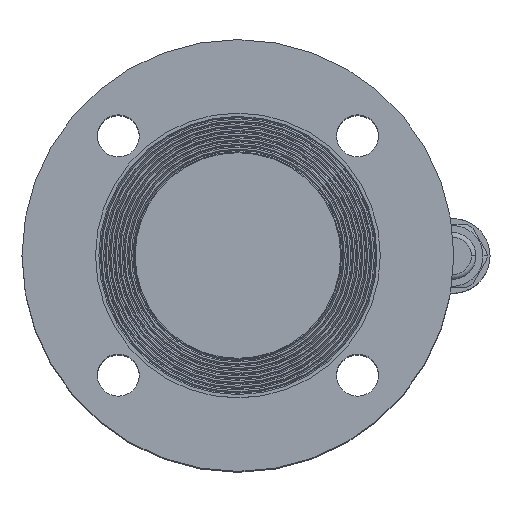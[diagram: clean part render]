
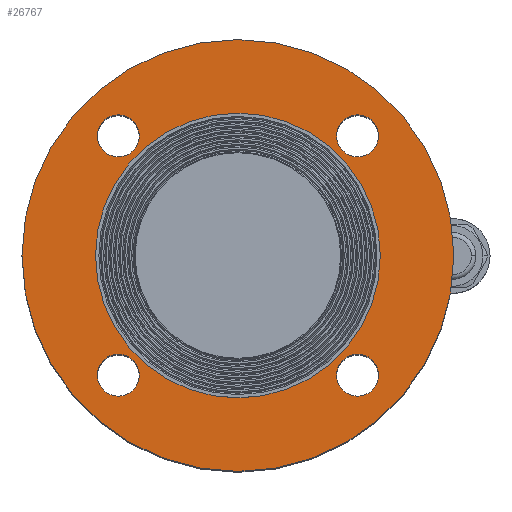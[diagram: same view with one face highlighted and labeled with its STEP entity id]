
A CAD part, top view. The second image highlights one B-rep face of the part: STEP entity #26767.
In plain terms, the highlighted planar face has unit normal (0, 0, 1).
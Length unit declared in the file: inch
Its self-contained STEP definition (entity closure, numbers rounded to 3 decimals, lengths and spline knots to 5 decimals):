
#185 = EDGE_LOOP ( 'NONE', ( #63122, #72321 ) ) ;
#1198 = CARTESIAN_POINT ( 'NONE',  ( 2.01832, 2.01832, 9.37008 ) ) ;
#1733 = CIRCLE ( 'NONE', #44461, 2.40157 ) ;
#1861 = PLANE ( 'NONE',  #75199 ) ;
#2435 = ORIENTED_EDGE ( 'NONE', *, *, #37052, .T. ) ;
#2817 = CARTESIAN_POINT ( 'NONE',  ( 3.64173, 0., 9.37008 ) ) ;
#2974 = CARTESIAN_POINT ( 'NONE',  ( 0., 0., 9.37008 ) ) ;
#3201 = CARTESIAN_POINT ( 'NONE',  ( 2.40157, 0., 9.37008 ) ) ;
#5009 = ORIENTED_EDGE ( 'NONE', *, *, #75509, .F. ) ;
#8127 = DIRECTION ( 'NONE',  ( 0., 0., -1. ) ) ;
#9552 = FACE_BOUND ( 'NONE', #18606, .T. ) ;
#9967 = AXIS2_PLACEMENT_3D ( 'NONE', #54616, #8127, #84688 ) ;
#10380 = DIRECTION ( 'NONE',  ( 1., 0., 0. ) ) ;
#10475 = CARTESIAN_POINT ( 'NONE',  ( 2.01832, -2.01832, 9.37008 ) ) ;
#10562 = CARTESIAN_POINT ( 'NONE',  ( -2.37265, -2.01832, 9.37008 ) ) ;
#11386 = VERTEX_POINT ( 'NONE', #82542 ) ;
#12462 = ORIENTED_EDGE ( 'NONE', *, *, #94070, .T. ) ;
#14393 = FACE_OUTER_BOUND ( 'NONE', #44190, .T. ) ;
#14585 = CIRCLE ( 'NONE', #19410, 0.35433 ) ;
#14603 = CIRCLE ( 'NONE', #44483, 0.35433 ) ;
#14660 = CARTESIAN_POINT ( 'NONE',  ( 2.01832, 2.01832, 9.37008 ) ) ;
#15356 = DIRECTION ( 'NONE',  ( 1., 0., 0. ) ) ;
#15424 = ORIENTED_EDGE ( 'NONE', *, *, #21035, .T. ) ;
#15567 = FACE_BOUND ( 'NONE', #37230, .T. ) ;
#16106 = CIRCLE ( 'NONE', #49235, 3.64173 ) ;
#17242 = DIRECTION ( 'NONE',  ( 0., 0., 1. ) ) ;
#18606 = EDGE_LOOP ( 'NONE', ( #85275, #22253 ) ) ;
#19156 = DIRECTION ( 'NONE',  ( 0., 0., 1. ) ) ;
#19410 = AXIS2_PLACEMENT_3D ( 'NONE', #67777, #83005, #38054 ) ;
#19793 = CARTESIAN_POINT ( 'NONE',  ( -1.66399, 2.01832, 9.37008 ) ) ;
#20168 = EDGE_CURVE ( 'NONE', #77816, #50593, #56068, .T. ) ;
#20701 = CARTESIAN_POINT ( 'NONE',  ( 0., 0., 9.37008 ) ) ;
#21035 = EDGE_CURVE ( 'NONE', #61666, #11386, #45144, .T. ) ;
#22006 = VERTEX_POINT ( 'NONE', #19793 ) ;
#22253 = ORIENTED_EDGE ( 'NONE', *, *, #97970, .F. ) ;
#23423 = DIRECTION ( 'NONE',  ( 0., 0., -1. ) ) ;
#23572 = CARTESIAN_POINT ( 'NONE',  ( 2.37265, -2.01832, 9.37008 ) ) ;
#26767 = ADVANCED_FACE ( 'NONE', ( #9552, #40881, #15567, #14393, #94107, #77082 ), #1861, .F. ) ;
#28439 = DIRECTION ( 'NONE',  ( 1., 0., 0. ) ) ;
#28532 = DIRECTION ( 'NONE',  ( 1., 0., 0. ) ) ;
#30222 = ORIENTED_EDGE ( 'NONE', *, *, #52745, .T. ) ;
#30836 = EDGE_CURVE ( 'NONE', #62434, #31629, #14603, .T. ) ;
#31065 = DIRECTION ( 'NONE',  ( 0., 0., -1. ) ) ;
#31629 = VERTEX_POINT ( 'NONE', #38498 ) ;
#33356 = VERTEX_POINT ( 'NONE', #2817 ) ;
#34635 = CARTESIAN_POINT ( 'NONE',  ( -2.01832, 2.01832, 9.37008 ) ) ;
#36184 = DIRECTION ( 'NONE',  ( 1., 0., 0. ) ) ;
#36525 = DIRECTION ( 'NONE',  ( 0., 0., -1. ) ) ;
#36909 = CIRCLE ( 'NONE', #9967, 3.64173 ) ;
#37052 = EDGE_CURVE ( 'NONE', #11386, #61666, #91070, .T. ) ;
#37230 = EDGE_LOOP ( 'NONE', ( #30222, #12462 ) ) ;
#38054 = DIRECTION ( 'NONE',  ( 1., 0., 0. ) ) ;
#38498 = CARTESIAN_POINT ( 'NONE',  ( 1.66399, 2.01832, 9.37008 ) ) ;
#38923 = EDGE_CURVE ( 'NONE', #31629, #62434, #56631, .T. ) ;
#40881 = FACE_BOUND ( 'NONE', #185, .T. ) ;
#42076 = AXIS2_PLACEMENT_3D ( 'NONE', #34635, #19156, #96773 ) ;
#42725 = ORIENTED_EDGE ( 'NONE', *, *, #77130, .F. ) ;
#44190 = EDGE_LOOP ( 'NONE', ( #70798, #42725 ) ) ;
#44461 = AXIS2_PLACEMENT_3D ( 'NONE', #2974, #72094, #10380 ) ;
#44483 = AXIS2_PLACEMENT_3D ( 'NONE', #1198, #47009, #15356 ) ;
#45050 = CARTESIAN_POINT ( 'NONE',  ( -2.01832, -2.01832, 9.37008 ) ) ;
#45144 = CIRCLE ( 'NONE', #54229, 0.35433 ) ;
#47004 = CARTESIAN_POINT ( 'NONE',  ( 2.01832, -2.01832, 9.37008 ) ) ;
#47009 = DIRECTION ( 'NONE',  ( 0., 0., -1. ) ) ;
#47655 = AXIS2_PLACEMENT_3D ( 'NONE', #89579, #36525, #36184 ) ;
#48447 = CARTESIAN_POINT ( 'NONE',  ( -2.40157, 0., 9.37008 ) ) ;
#49235 = AXIS2_PLACEMENT_3D ( 'NONE', #20701, #82081, #28439 ) ;
#49324 = VERTEX_POINT ( 'NONE', #52180 ) ;
#49552 = VERTEX_POINT ( 'NONE', #48447 ) ;
#50593 = VERTEX_POINT ( 'NONE', #23572 ) ;
#50901 = CARTESIAN_POINT ( 'NONE',  ( 1.66399, -2.01832, 9.37008 ) ) ;
#52180 = CARTESIAN_POINT ( 'NONE',  ( -3.64173, 0., 9.37008 ) ) ;
#52745 = EDGE_CURVE ( 'NONE', #49552, #85143, #89584, .T. ) ;
#54229 = AXIS2_PLACEMENT_3D ( 'NONE', #84722, #31065, #85058 ) ;
#54616 = CARTESIAN_POINT ( 'NONE',  ( 0., 0., 9.37008 ) ) ;
#54745 = DIRECTION ( 'NONE',  ( 0., 0., 1. ) ) ;
#55511 = EDGE_CURVE ( 'NONE', #22006, #98935, #14585, .T. ) ;
#56068 = CIRCLE ( 'NONE', #65745, 0.35433 ) ;
#56631 = CIRCLE ( 'NONE', #75358, 0.35433 ) ;
#61279 = CARTESIAN_POINT ( 'NONE',  ( 2.37265, 2.01832, 9.37008 ) ) ;
#61666 = VERTEX_POINT ( 'NONE', #10562 ) ;
#61714 = EDGE_LOOP ( 'NONE', ( #5009, #79981 ) ) ;
#62434 = VERTEX_POINT ( 'NONE', #61279 ) ;
#62852 = DIRECTION ( 'NONE',  ( 1., 0., 0. ) ) ;
#63122 = ORIENTED_EDGE ( 'NONE', *, *, #30836, .T. ) ;
#63533 = CARTESIAN_POINT ( 'NONE',  ( 0., 0., 9.37008 ) ) ;
#65745 = AXIS2_PLACEMENT_3D ( 'NONE', #10475, #17242, #72187 ) ;
#67777 = CARTESIAN_POINT ( 'NONE',  ( -2.01832, 2.01832, 9.37008 ) ) ;
#70798 = ORIENTED_EDGE ( 'NONE', *, *, #89655, .F. ) ;
#71297 = DIRECTION ( 'NONE',  ( 0., 0., -1. ) ) ;
#72094 = DIRECTION ( 'NONE',  ( 0., 0., -1. ) ) ;
#72187 = DIRECTION ( 'NONE',  ( 1., 0., 0. ) ) ;
#72321 = ORIENTED_EDGE ( 'NONE', *, *, #38923, .T. ) ;
#73297 = AXIS2_PLACEMENT_3D ( 'NONE', #45050, #98072, #28532 ) ;
#75199 = AXIS2_PLACEMENT_3D ( 'NONE', #63533, #71297, #79044 ) ;
#75358 = AXIS2_PLACEMENT_3D ( 'NONE', #14660, #23423, #62852 ) ;
#75509 = EDGE_CURVE ( 'NONE', #50593, #77816, #91101, .T. ) ;
#76122 = CIRCLE ( 'NONE', #42076, 0.35433 ) ;
#76662 = CARTESIAN_POINT ( 'NONE',  ( -2.37265, 2.01832, 9.37008 ) ) ;
#77082 = FACE_BOUND ( 'NONE', #91334, .T. ) ;
#77130 = EDGE_CURVE ( 'NONE', #33356, #49324, #16106, .T. ) ;
#77816 = VERTEX_POINT ( 'NONE', #50901 ) ;
#79044 = DIRECTION ( 'NONE',  ( -1., 0., 0. ) ) ;
#79981 = ORIENTED_EDGE ( 'NONE', *, *, #20168, .F. ) ;
#82081 = DIRECTION ( 'NONE',  ( 0., 0., -1. ) ) ;
#82542 = CARTESIAN_POINT ( 'NONE',  ( -1.66399, -2.01832, 9.37008 ) ) ;
#83005 = DIRECTION ( 'NONE',  ( 0., 0., 1. ) ) ;
#84688 = DIRECTION ( 'NONE',  ( 1., 0., 0. ) ) ;
#84722 = CARTESIAN_POINT ( 'NONE',  ( -2.01832, -2.01832, 9.37008 ) ) ;
#85058 = DIRECTION ( 'NONE',  ( 1., 0., 0. ) ) ;
#85143 = VERTEX_POINT ( 'NONE', #3201 ) ;
#85275 = ORIENTED_EDGE ( 'NONE', *, *, #55511, .F. ) ;
#85482 = DIRECTION ( 'NONE',  ( 1., 0., 0. ) ) ;
#86643 = AXIS2_PLACEMENT_3D ( 'NONE', #47004, #54745, #85482 ) ;
#89579 = CARTESIAN_POINT ( 'NONE',  ( 0., 0., 9.37008 ) ) ;
#89584 = CIRCLE ( 'NONE', #47655, 2.40157 ) ;
#89655 = EDGE_CURVE ( 'NONE', #49324, #33356, #36909, .T. ) ;
#91070 = CIRCLE ( 'NONE', #73297, 0.35433 ) ;
#91101 = CIRCLE ( 'NONE', #86643, 0.35433 ) ;
#91334 = EDGE_LOOP ( 'NONE', ( #2435, #15424 ) ) ;
#94070 = EDGE_CURVE ( 'NONE', #85143, #49552, #1733, .T. ) ;
#94107 = FACE_BOUND ( 'NONE', #61714, .T. ) ;
#96773 = DIRECTION ( 'NONE',  ( 1., 0., 0. ) ) ;
#97970 = EDGE_CURVE ( 'NONE', #98935, #22006, #76122, .T. ) ;
#98072 = DIRECTION ( 'NONE',  ( 0., 0., -1. ) ) ;
#98935 = VERTEX_POINT ( 'NONE', #76662 ) ;
